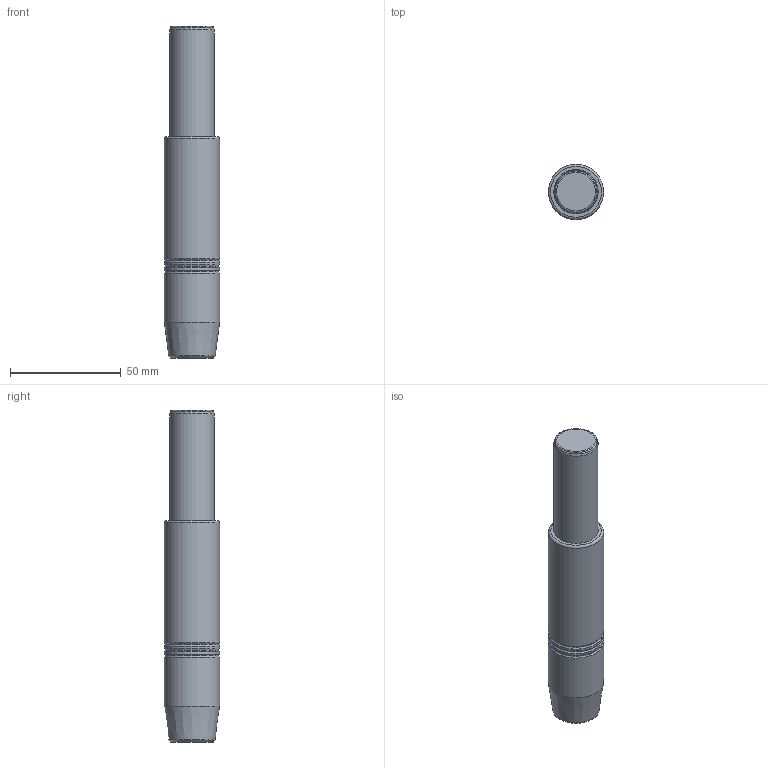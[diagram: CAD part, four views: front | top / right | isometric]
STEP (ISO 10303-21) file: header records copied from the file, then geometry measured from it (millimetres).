
FILE_DESCRIPTION(/* description */ (''),/* implementation_level */ '2;1');
FILE_NAME(/* name */ 'ST20-HC12-100_Basic.stp',/* time_stamp */ '2022-05-02T15:13:57+06:00',/* author */ (''),/* organization */ (''),/* preprocessor_version */ 'ST-DEVELOPER v16.7',/* originating_system */ 'SIEMENS PLM Software NX 12.0',/* authorisation */ '');
FILE_SCHEMA (('AUTOMOTIVE_DESIGN { 1 0 10303 214 3 1 1 1 }'));
Length unit declared in the file: millimetre
Products named in the file (1): inpu1EECA5248oa1
Bounding box: 25 x 25 x 150 mm (x, y, z)
Volume: 58106.5 mm3; surface area: 13431 mm2
Topology: 1 solids, 1 shells, 23 faces, 52 edges, 36 vertices
Faces by surface type: torus 9, cylinder 6, cone 4, plane 4
Full cylindrical faces by diameter (mm): 12 x1, 20 x1, 25 x4
Entity records: 531 total; most frequent: DIRECTION 98, CARTESIAN_POINT 74, AXIS2_PLACEMENT_3D 49, EDGE_LOOP 44, ORIENTED_EDGE 44, FACE_BOUND 42, ADVANCED_FACE 23, VERTEX_POINT 22
